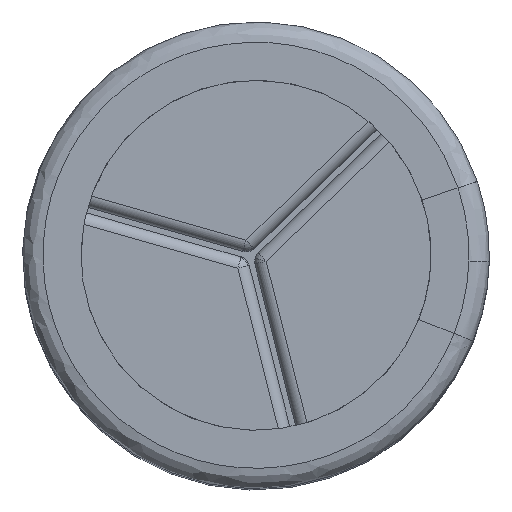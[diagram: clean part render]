
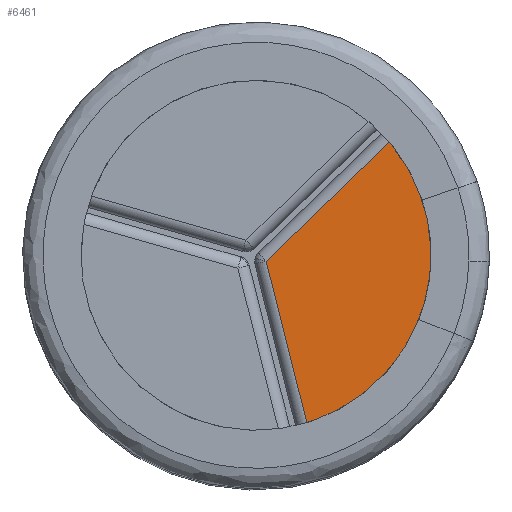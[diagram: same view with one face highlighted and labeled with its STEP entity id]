
A CAD part, top view. The second image highlights one B-rep face of the part: STEP entity #6461.
In plain terms, the highlighted planar face has unit normal (0, 0, 1).
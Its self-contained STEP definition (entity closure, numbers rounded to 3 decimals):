
#5181 = VERTEX_POINT('',#5182);
#5182 = CARTESIAN_POINT('',(-0.022,-0.098,
    0.));
#5196 = CYLINDRICAL_SURFACE('',#5197,0.1);
#5197 = AXIS2_PLACEMENT_3D('',#5198,#5199,#5200);
#5198 = CARTESIAN_POINT('',(0.033,-0.065,
    -0.1));
#5199 = DIRECTION('',(-0.855,-0.519,0.));
#5200 = DIRECTION('',(0.519,-0.855,0.));
#5247 = CYLINDRICAL_SURFACE('',#5248,0.1);
#5248 = AXIS2_PLACEMENT_3D('',#5249,#5250,#5251);
#5249 = CARTESIAN_POINT('',(0.817,-0.559,-0.1));
#5250 = DIRECTION('',(-0.877,0.481,0.));
#5251 = DIRECTION('',(-0.481,-0.877,0.));
#5649 = CYLINDRICAL_SURFACE('',#5650,1.5);
#5650 = AXIS2_PLACEMENT_3D('',#5651,#5652,#5653);
#5651 = CARTESIAN_POINT('',(0.,0.,0.));
#5652 = DIRECTION('',(0.,0.,-1.));
#5653 = DIRECTION('',(-1.,0.,0.));
#6091 = VERTEX_POINT('',#6092);
#6092 = CARTESIAN_POINT('',(1.266,-0.805,
    0.));
#6170 = EDGE_CURVE('',#6091,#6171,#6173,.T.);
#6171 = VERTEX_POINT('',#6172);
#6172 = CARTESIAN_POINT('',(-1.243,-0.839,
    0.));
#6173 = SURFACE_CURVE('',#6174,(#6179,#6186),.PCURVE_S1.);
#6174 = CIRCLE('',#6175,1.5);
#6175 = AXIS2_PLACEMENT_3D('',#6176,#6177,#6178);
#6176 = CARTESIAN_POINT('',(0.,0.,0.));
#6177 = DIRECTION('',(0.,0.,-1.));
#6178 = DIRECTION('',(-1.,0.,0.));
#6179 = PCURVE('',#5649,#6180);
#6180 = DEFINITIONAL_REPRESENTATION('',(#6181),#6185);
#6181 = LINE('',#6182,#6183);
#6182 = CARTESIAN_POINT('',(0.,0.));
#6183 = VECTOR('',#6184,1.);
#6184 = DIRECTION('',(1.,0.));
#6185 = ( GEOMETRIC_REPRESENTATION_CONTEXT(2) 
PARAMETRIC_REPRESENTATION_CONTEXT() REPRESENTATION_CONTEXT('2D SPACE',''
  ) );
#6186 = PCURVE('',#6187,#6192);
#6187 = PLANE('',#6188);
#6188 = AXIS2_PLACEMENT_3D('',#6189,#6190,#6191);
#6189 = CARTESIAN_POINT('',(0.,0.,
    0.));
#6190 = DIRECTION('',(0.,0.,1.));
#6191 = DIRECTION('',(1.,0.,0.));
#6192 = DEFINITIONAL_REPRESENTATION('',(#6193),#6201);
#6193 = ( BOUNDED_CURVE() B_SPLINE_CURVE(2,(#6194,#6195,#6196,#6197,
#6198,#6199,#6200),.UNSPECIFIED.,.T.,.F.) B_SPLINE_CURVE_WITH_KNOTS((1,2
    ,2,2,2,1),(-2.094,0.,2.094,4.189,
6.283,8.378),.UNSPECIFIED.) CURVE() 
GEOMETRIC_REPRESENTATION_ITEM() RATIONAL_B_SPLINE_CURVE((1.,0.5,1.,0.5,
1.,0.5,1.)) REPRESENTATION_ITEM('') );
#6194 = CARTESIAN_POINT('',(-1.5,0.));
#6195 = CARTESIAN_POINT('',(-1.5,2.598));
#6196 = CARTESIAN_POINT('',(0.75,1.299));
#6197 = CARTESIAN_POINT('',(3.,0.));
#6198 = CARTESIAN_POINT('',(0.75,-1.299));
#6199 = CARTESIAN_POINT('',(-1.5,-2.598));
#6200 = CARTESIAN_POINT('',(-1.5,0.));
#6201 = ( GEOMETRIC_REPRESENTATION_CONTEXT(2) 
PARAMETRIC_REPRESENTATION_CONTEXT() REPRESENTATION_CONTEXT('2D SPACE',''
  ) );
#6461 = ADVANCED_FACE('',(#6462),#6187,.T.);
#6462 = FACE_BOUND('',#6463,.T.);
#6463 = EDGE_LOOP('',(#6464,#6485,#6486));
#6464 = ORIENTED_EDGE('',*,*,#6465,.T.);
#6465 = EDGE_CURVE('',#5181,#6171,#6466,.T.);
#6466 = SURFACE_CURVE('',#6467,(#6471,#6478),.PCURVE_S1.);
#6467 = LINE('',#6468,#6469);
#6468 = CARTESIAN_POINT('',(-0.022,-0.098,
    0.));
#6469 = VECTOR('',#6470,1.);
#6470 = DIRECTION('',(-0.855,-0.519,0.));
#6471 = PCURVE('',#6187,#6472);
#6472 = DEFINITIONAL_REPRESENTATION('',(#6473),#6477);
#6473 = LINE('',#6474,#6475);
#6474 = CARTESIAN_POINT('',(-0.022,-0.098));
#6475 = VECTOR('',#6476,1.);
#6476 = DIRECTION('',(-0.855,-0.519));
#6477 = ( GEOMETRIC_REPRESENTATION_CONTEXT(2) 
PARAMETRIC_REPRESENTATION_CONTEXT() REPRESENTATION_CONTEXT('2D SPACE',''
  ) );
#6478 = PCURVE('',#5196,#6479);
#6479 = DEFINITIONAL_REPRESENTATION('',(#6480),#6484);
#6480 = LINE('',#6481,#6482);
#6481 = CARTESIAN_POINT('',(1.571,0.064));
#6482 = VECTOR('',#6483,1.);
#6483 = DIRECTION('',(0.,1.));
#6484 = ( GEOMETRIC_REPRESENTATION_CONTEXT(2) 
PARAMETRIC_REPRESENTATION_CONTEXT() REPRESENTATION_CONTEXT('2D SPACE',''
  ) );
#6485 = ORIENTED_EDGE('',*,*,#6170,.F.);
#6486 = ORIENTED_EDGE('',*,*,#6487,.T.);
#6487 = EDGE_CURVE('',#6091,#5181,#6488,.T.);
#6488 = SURFACE_CURVE('',#6489,(#6493,#6500),.PCURVE_S1.);
#6489 = LINE('',#6490,#6491);
#6490 = CARTESIAN_POINT('',(1.266,-0.805,0.));
#6491 = VECTOR('',#6492,1.);
#6492 = DIRECTION('',(-0.877,0.481,0.));
#6493 = PCURVE('',#6187,#6494);
#6494 = DEFINITIONAL_REPRESENTATION('',(#6495),#6499);
#6495 = LINE('',#6496,#6497);
#6496 = CARTESIAN_POINT('',(1.266,-0.805));
#6497 = VECTOR('',#6498,1.);
#6498 = DIRECTION('',(-0.877,0.481));
#6499 = ( GEOMETRIC_REPRESENTATION_CONTEXT(2) 
PARAMETRIC_REPRESENTATION_CONTEXT() REPRESENTATION_CONTEXT('2D SPACE',''
  ) );
#6500 = PCURVE('',#5247,#6501);
#6501 = DEFINITIONAL_REPRESENTATION('',(#6502),#6506);
#6502 = LINE('',#6503,#6504);
#6503 = CARTESIAN_POINT('',(1.571,-0.512));
#6504 = VECTOR('',#6505,1.);
#6505 = DIRECTION('',(0.,1.));
#6506 = ( GEOMETRIC_REPRESENTATION_CONTEXT(2) 
PARAMETRIC_REPRESENTATION_CONTEXT() REPRESENTATION_CONTEXT('2D SPACE',''
  ) );
